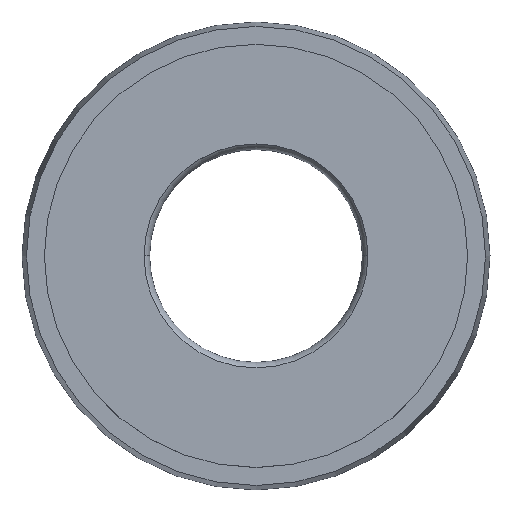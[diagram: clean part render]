
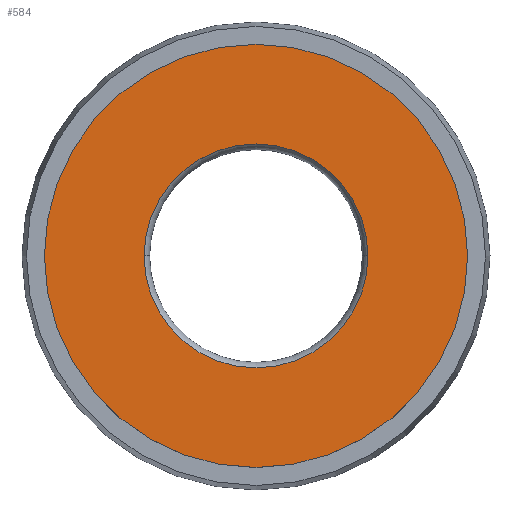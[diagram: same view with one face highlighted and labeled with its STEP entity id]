
A CAD part, top view. The second image highlights one B-rep face of the part: STEP entity #584.
In plain terms, the highlighted planar face has unit normal (0, 0, 1).
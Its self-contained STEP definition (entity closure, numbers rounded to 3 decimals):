
#6 = DIRECTION ( 'NONE',  ( 1., 0., 0. ) ) ;
#10 = CARTESIAN_POINT ( 'NONE',  ( 0., 0., 0. ) ) ;
#35 = CARTESIAN_POINT ( 'NONE',  ( 0., 0., 0. ) ) ;
#47 = AXIS2_PLACEMENT_3D ( 'NONE', #10, #109, #158 ) ;
#61 = CARTESIAN_POINT ( 'NONE',  ( 0., 0., 0. ) ) ;
#76 = EDGE_CURVE ( 'NONE', #153, #143, #89, .T. ) ;
#88 = CIRCLE ( 'NONE', #578, 5. ) ;
#89 = CIRCLE ( 'NONE', #200, 9.45 ) ;
#109 = DIRECTION ( 'NONE',  ( 0., 0., -1. ) ) ;
#143 = VERTEX_POINT ( 'NONE', #400 ) ;
#153 = VERTEX_POINT ( 'NONE', #201 ) ;
#158 = DIRECTION ( 'NONE',  ( -1., 0., 0. ) ) ;
#160 = CIRCLE ( 'NONE', #538, 9.45 ) ;
#165 = PLANE ( 'NONE',  #47 ) ;
#170 = EDGE_LOOP ( 'NONE', ( #587, #604 ) ) ;
#193 = CIRCLE ( 'NONE', #456, 5. ) ;
#194 = DIRECTION ( 'NONE',  ( 0., 0., 1. ) ) ;
#200 = AXIS2_PLACEMENT_3D ( 'NONE', #61, #404, #455 ) ;
#201 = CARTESIAN_POINT ( 'NONE',  ( 9.45, 0., 0. ) ) ;
#238 = DIRECTION ( 'NONE',  ( 1., 0., 0. ) ) ;
#242 = FACE_OUTER_BOUND ( 'NONE', #380, .T. ) ;
#285 = CARTESIAN_POINT ( 'NONE',  ( 0., 0., 0. ) ) ;
#287 = DIRECTION ( 'NONE',  ( 0., 0., 1. ) ) ;
#320 = ORIENTED_EDGE ( 'NONE', *, *, #445, .T. ) ;
#332 = DIRECTION ( 'NONE',  ( 1., 0., 0. ) ) ;
#344 = ORIENTED_EDGE ( 'NONE', *, *, #76, .T. ) ;
#345 = VERTEX_POINT ( 'NONE', #540 ) ;
#380 = EDGE_LOOP ( 'NONE', ( #344, #320 ) ) ;
#390 = VERTEX_POINT ( 'NONE', #642 ) ;
#400 = CARTESIAN_POINT ( 'NONE',  ( -9.45, 0., 0. ) ) ;
#404 = DIRECTION ( 'NONE',  ( 0., 0., 1. ) ) ;
#412 = FACE_BOUND ( 'NONE', #170, .T. ) ;
#426 = EDGE_CURVE ( 'NONE', #390, #345, #88, .T. ) ;
#445 = EDGE_CURVE ( 'NONE', #143, #153, #160, .T. ) ;
#455 = DIRECTION ( 'NONE',  ( 1., 0., 0. ) ) ;
#456 = AXIS2_PLACEMENT_3D ( 'NONE', #543, #287, #6 ) ;
#473 = EDGE_CURVE ( 'NONE', #345, #390, #193, .T. ) ;
#538 = AXIS2_PLACEMENT_3D ( 'NONE', #285, #194, #238 ) ;
#540 = CARTESIAN_POINT ( 'NONE',  ( -5., 0., 0. ) ) ;
#543 = CARTESIAN_POINT ( 'NONE',  ( 0., 0., 0. ) ) ;
#547 = DIRECTION ( 'NONE',  ( 0., 0., 1. ) ) ;
#578 = AXIS2_PLACEMENT_3D ( 'NONE', #35, #547, #332 ) ;
#584 = ADVANCED_FACE ( 'NONE', ( #412, #242 ), #165, .F. ) ;
#587 = ORIENTED_EDGE ( 'NONE', *, *, #426, .F. ) ;
#604 = ORIENTED_EDGE ( 'NONE', *, *, #473, .F. ) ;
#642 = CARTESIAN_POINT ( 'NONE',  ( 5., 0., 0. ) ) ;
